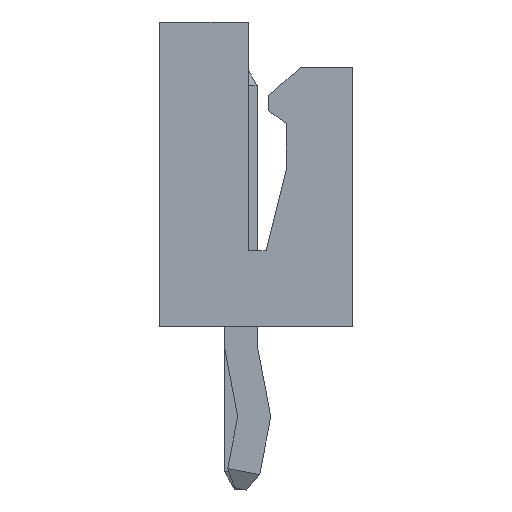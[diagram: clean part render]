
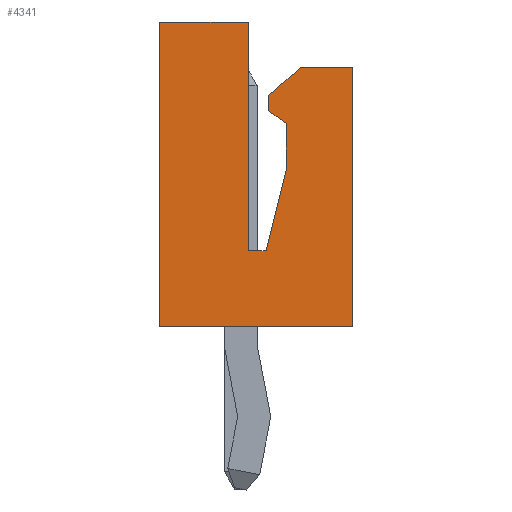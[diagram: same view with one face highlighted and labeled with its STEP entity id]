
A CAD part, left-side view. The second image highlights one B-rep face of the part: STEP entity #4341.
In plain terms, the highlighted planar face has unit normal (-1, 0, 0).
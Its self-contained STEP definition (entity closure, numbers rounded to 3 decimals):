
#338=ORIENTED_EDGE('',*,*,#1109,.F.);
#339=ORIENTED_EDGE('',*,*,#1106,.T.);
#340=ORIENTED_EDGE('',*,*,#1110,.F.);
#341=ORIENTED_EDGE('',*,*,#1080,.F.);
#342=ORIENTED_EDGE('',*,*,#1100,.T.);
#343=ORIENTED_EDGE('',*,*,#1111,.F.);
#344=ORIENTED_EDGE('',*,*,#1112,.F.);
#345=ORIENTED_EDGE('',*,*,#1113,.F.);
#346=ORIENTED_EDGE('',*,*,#1114,.F.);
#347=ORIENTED_EDGE('',*,*,#1115,.F.);
#348=ORIENTED_EDGE('',*,*,#1116,.F.);
#349=ORIENTED_EDGE('',*,*,#1117,.F.);
#1080=EDGE_CURVE('',#1474,#1475,#1790,.T.);
#1100=EDGE_CURVE('',#1474,#1493,#1810,.T.);
#1106=EDGE_CURVE('',#1500,#1499,#1816,.T.);
#1109=EDGE_CURVE('',#1500,#1502,#1819,.T.);
#1110=EDGE_CURVE('',#1475,#1499,#1820,.T.);
#1111=EDGE_CURVE('',#1503,#1493,#1821,.T.);
#1112=EDGE_CURVE('',#1504,#1503,#1822,.T.);
#1113=EDGE_CURVE('',#1505,#1504,#1823,.T.);
#1114=EDGE_CURVE('',#1506,#1505,#1824,.T.);
#1115=EDGE_CURVE('',#1507,#1506,#1825,.T.);
#1116=EDGE_CURVE('',#1508,#1507,#1826,.T.);
#1117=EDGE_CURVE('',#1502,#1508,#1827,.T.);
#1474=VERTEX_POINT('',#5774);
#1475=VERTEX_POINT('',#5776);
#1493=VERTEX_POINT('',#5814);
#1499=VERTEX_POINT('',#5827);
#1500=VERTEX_POINT('',#5829);
#1502=VERTEX_POINT('',#5835);
#1503=VERTEX_POINT('',#5838);
#1504=VERTEX_POINT('',#5840);
#1505=VERTEX_POINT('',#5842);
#1506=VERTEX_POINT('',#5844);
#1507=VERTEX_POINT('',#5846);
#1508=VERTEX_POINT('',#5848);
#1790=LINE('',#5775,#2216);
#1810=LINE('',#5815,#2236);
#1816=LINE('',#5828,#2242);
#1819=LINE('',#5834,#2245);
#1820=LINE('',#5836,#2246);
#1821=LINE('',#5837,#2247);
#1822=LINE('',#5839,#2248);
#1823=LINE('',#5841,#2249);
#1824=LINE('',#5843,#2250);
#1825=LINE('',#5845,#2251);
#1826=LINE('',#5847,#2252);
#1827=LINE('',#5849,#2253);
#2216=VECTOR('',#4936,1000.);
#2236=VECTOR('',#4958,1000.);
#2242=VECTOR('',#4966,1000.);
#2245=VECTOR('',#4971,1000.);
#2246=VECTOR('',#4972,1000.);
#2247=VECTOR('',#4973,1000.);
#2248=VECTOR('',#4974,1000.);
#2249=VECTOR('',#4975,1000.);
#2250=VECTOR('',#4976,1000.);
#2251=VECTOR('',#4977,1000.);
#2252=VECTOR('',#4978,1000.);
#2253=VECTOR('',#4979,1000.);
#2571=EDGE_LOOP('',(#338,#339,#340,#341,#342,#343,#344,#345,#346,#347,#348,
#349));
#2755=FACE_BOUND('',#2571,.T.);
#2931=PLANE('',#4544);
#4341=ADVANCED_FACE('',(#2755),#2931,.T.);
#4544=AXIS2_PLACEMENT_3D('',#5833,#4969,#4970);
#4936=DIRECTION('',(0.,1.,0.));
#4958=DIRECTION('',(0.,0.,1.));
#4966=DIRECTION('',(0.,1.,0.));
#4969=DIRECTION('',(-1.,0.,0.));
#4970=DIRECTION('',(0.,0.,1.));
#4971=DIRECTION('',(0.,0.,-1.));
#4972=DIRECTION('',(0.,0.,1.));
#4973=DIRECTION('',(0.,-1.,0.));
#4974=DIRECTION('',(0.,-0.748,0.664));
#4975=DIRECTION('',(0.,0.,1.));
#4976=DIRECTION('',(0.,0.814,0.581));
#4977=DIRECTION('',(0.,0.,1.));
#4978=DIRECTION('',(0.,-0.243,0.97));
#4979=DIRECTION('',(0.,-1.,0.));
#5774=CARTESIAN_POINT('',(-6.25,-1.9,-3.));
#5775=CARTESIAN_POINT('',(-6.25,-1.9,-3.));
#5776=CARTESIAN_POINT('',(-6.25,1.9,-3.));
#5814=CARTESIAN_POINT('',(-6.25,-1.9,2.1));
#5815=CARTESIAN_POINT('',(-6.25,-1.9,-3.));
#5827=CARTESIAN_POINT('',(-6.25,1.9,3.));
#5828=CARTESIAN_POINT('',(-6.25,-1.9,3.));
#5829=CARTESIAN_POINT('',(-6.25,0.15,3.));
#5833=CARTESIAN_POINT('',(-6.25,-1.9,-3.));
#5834=CARTESIAN_POINT('',(-6.25,0.15,-1.5));
#5835=CARTESIAN_POINT('',(-6.25,0.15,-1.5));
#5836=CARTESIAN_POINT('',(-6.25,1.9,-3.));
#5837=CARTESIAN_POINT('',(-6.25,-0.87,2.1));
#5838=CARTESIAN_POINT('',(-6.25,-0.87,2.1));
#5839=CARTESIAN_POINT('',(-6.25,-0.25,1.55));
#5840=CARTESIAN_POINT('',(-6.25,-0.25,1.55));
#5841=CARTESIAN_POINT('',(-6.25,-0.25,1.55));
#5842=CARTESIAN_POINT('',(-6.25,-0.25,1.25));
#5843=CARTESIAN_POINT('',(-6.25,-0.25,1.25));
#5844=CARTESIAN_POINT('',(-6.25,-0.6,1.));
#5845=CARTESIAN_POINT('',(-6.25,-0.6,1.));
#5846=CARTESIAN_POINT('',(-6.25,-0.6,0.1));
#5847=CARTESIAN_POINT('',(-6.25,-0.2,-1.5));
#5848=CARTESIAN_POINT('',(-6.25,-0.2,-1.5));
#5849=CARTESIAN_POINT('',(-6.25,0.15,-1.5));
